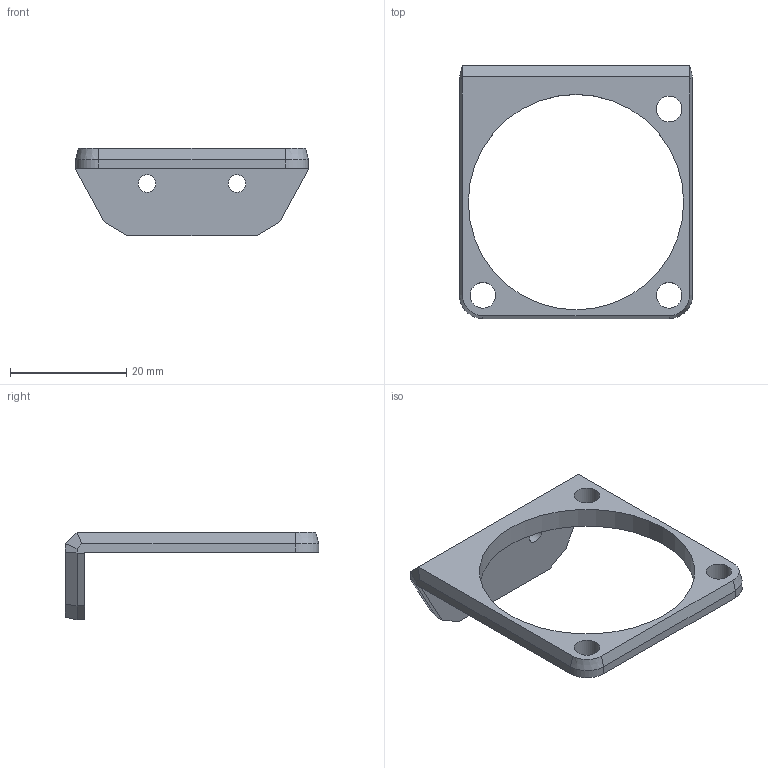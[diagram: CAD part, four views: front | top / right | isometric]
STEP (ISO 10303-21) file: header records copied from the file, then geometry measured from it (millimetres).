
FILE_DESCRIPTION(/* description */ (''),/* implementation_level */ '2;1');
FILE_NAME(/* name */ 'ADXL345_40mm_Fan_Mount.step',/* time_stamp */ '2022-03-13T20:13:39+01:00',/* author */ (''),/* organization */ (''),/* preprocessor_version */ 'ST-DEVELOPER v18.1',/* originating_system */ 'Autodesk Translation Framework v10.13.0.1454',/* authorisation */ '');
FILE_SCHEMA (('AUTOMOTIVE_DESIGN { 1 0 10303 214 3 1 1 }'));
Length unit declared in the file: millimetre
Products named in the file (1): ADXL345_40mm_Fan_Mount
Bounding box: 40 x 43.5 x 15.1 mm (x, y, z)
Volume: 3202.1 mm3; surface area: 3063.5 mm2
Topology: 1 solids, 1 shells, 35 faces, 85 edges, 52 vertices
Faces by surface type: plane 25, cylinder 8, cone 2
Full cylindrical faces by diameter (mm): 3 x2, 4.4 x3, 37 x1
Entity records: 1062 total; most frequent: DIRECTION 175, CARTESIAN_POINT 173, ORIENTED_EDGE 170, EDGE_CURVE 85, LINE 67, VECTOR 67, AXIS2_PLACEMENT_3D 54, VERTEX_POINT 52
